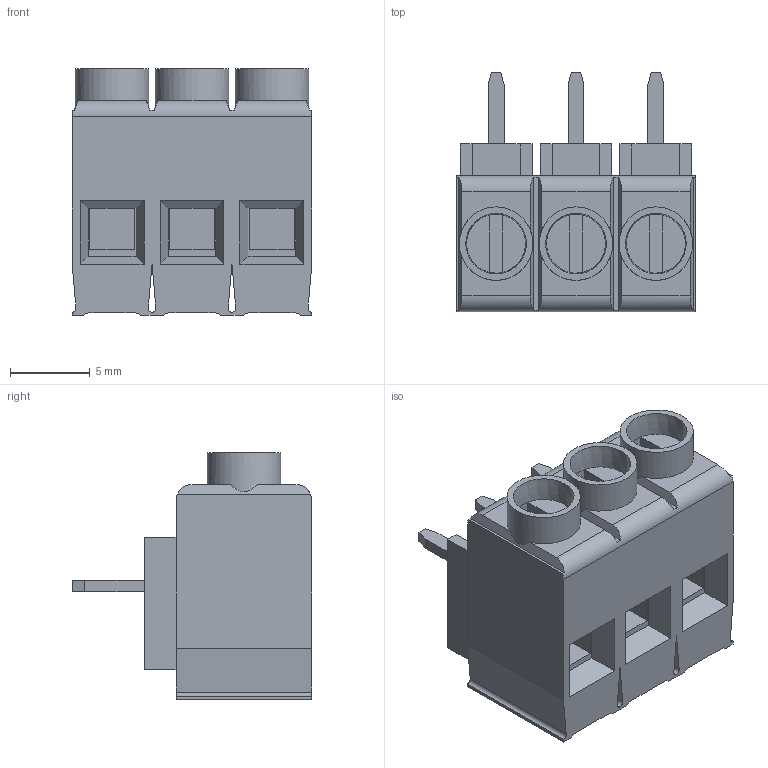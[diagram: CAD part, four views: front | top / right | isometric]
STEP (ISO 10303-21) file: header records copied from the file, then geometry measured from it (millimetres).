
FILE_DESCRIPTION( ( 'Unknown' ), '1' );
FILE_NAME( '691132700003.stp', 'Unknown', ( 'Unknown' ), ( 'Unknown' ), 'PSStep 17.0.49', 'Unknown', ' ' );
FILE_SCHEMA( ( 'AUTOMOTIVE_DESIGN { 1 0 10303 214 1 1 1 1 }' ) );
Length unit declared in the file: millimetre
Products named in the file (1): 1
Bounding box: 15 x 15 x 15.45 mm (x, y, z)
Volume: 1640.7 mm3; surface area: 1669.9 mm2
Topology: 1 solids, 1 shells, 167 faces, 441 edges, 288 vertices
Faces by surface type: plane 146, cylinder 18, cone 3
Full cylindrical faces by diameter (mm): 4.6 x3
Entity records: 6373 total; most frequent: CARTESIAN_POINT 879, ORIENTED_EDGE 858, DIRECTION 831, EDGE_CURVE 429, LINE 363, VECTOR 363, VERTEX_POINT 282, AXIS2_PLACEMENT_3D 234
